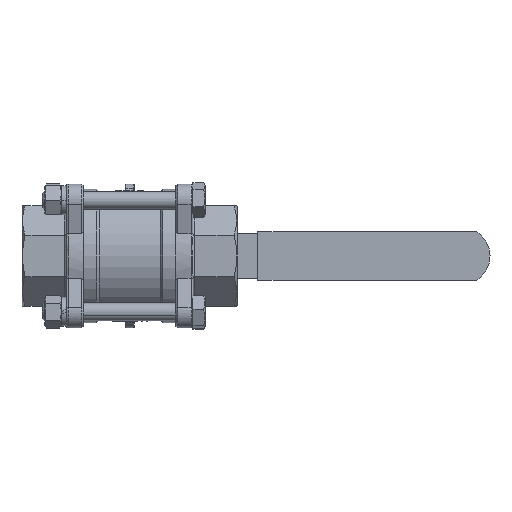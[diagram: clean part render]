
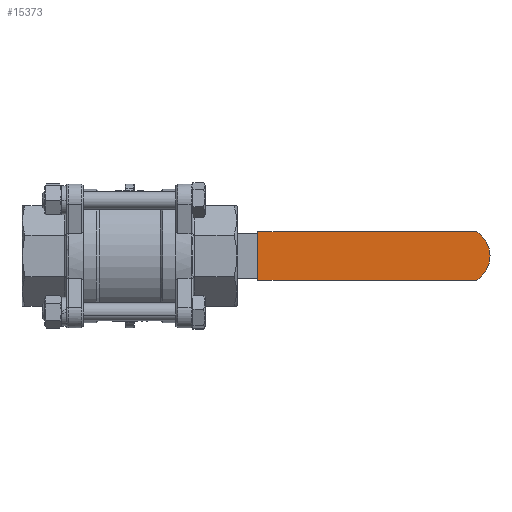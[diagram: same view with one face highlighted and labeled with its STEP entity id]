
A CAD part, front view. The second image highlights one B-rep face of the part: STEP entity #15373.
In plain terms, the highlighted face is planar.
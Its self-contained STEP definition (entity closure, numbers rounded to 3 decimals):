
#1490=CIRCLE('',#16882,16.);
#6030=ORIENTED_EDGE('',*,*,#8449,.F.);
#6031=ORIENTED_EDGE('',*,*,#8450,.F.);
#6032=ORIENTED_EDGE('',*,*,#8451,.F.);
#6033=ORIENTED_EDGE('',*,*,#8452,.F.);
#8449=EDGE_CURVE('',#9930,#9931,#11032,.T.);
#8450=EDGE_CURVE('',#9932,#9930,#11033,.T.);
#8451=EDGE_CURVE('',#9933,#9932,#11034,.T.);
#8452=EDGE_CURVE('',#9931,#9933,#1490,.T.);
#9930=VERTEX_POINT('',#47007);
#9931=VERTEX_POINT('',#47008);
#9932=VERTEX_POINT('',#47010);
#9933=VERTEX_POINT('',#47012);
#11032=LINE('',#47006,#12138);
#11033=LINE('',#47009,#12139);
#11034=LINE('',#47011,#12140);
#12138=VECTOR('',#20593,1000.);
#12139=VECTOR('',#20594,1000.);
#12140=VECTOR('',#20595,1000.);
#13119=EDGE_LOOP('',(#6030,#6031,#6032,#6033));
#14075=FACE_BOUND('',#13119,.T.);
#14516=PLANE('',#16881);
#15373=ADVANCED_FACE('',(#14075),#14516,.T.);
#16881=AXIS2_PLACEMENT_3D('',#47005,#20591,#20592);
#16882=AXIS2_PLACEMENT_3D('',#47013,#20596,#20597);
#20591=DIRECTION('',(0.,0.,-1.));
#20592=DIRECTION('',(-1.,0.,0.));
#20593=DIRECTION('',(1.,0.,0.));
#20594=DIRECTION('',(0.,-1.,0.));
#20595=DIRECTION('',(-1.,0.,0.));
#20596=DIRECTION('',(0.,0.,1.));
#20597=DIRECTION('',(-1.,0.,0.));
#47005=CARTESIAN_POINT('',(113.412,13.5,0.));
#47006=CARTESIAN_POINT('',(122.,0.,0.));
#47007=CARTESIAN_POINT('',(0.,0.,0.));
#47008=CARTESIAN_POINT('',(122.,0.,0.));
#47009=CARTESIAN_POINT('',(0.,0.,0.));
#47010=CARTESIAN_POINT('',(0.,27.,0.));
#47011=CARTESIAN_POINT('',(0.,27.,0.));
#47012=CARTESIAN_POINT('',(122.,27.,0.));
#47013=CARTESIAN_POINT('',(113.412,13.5,0.));
